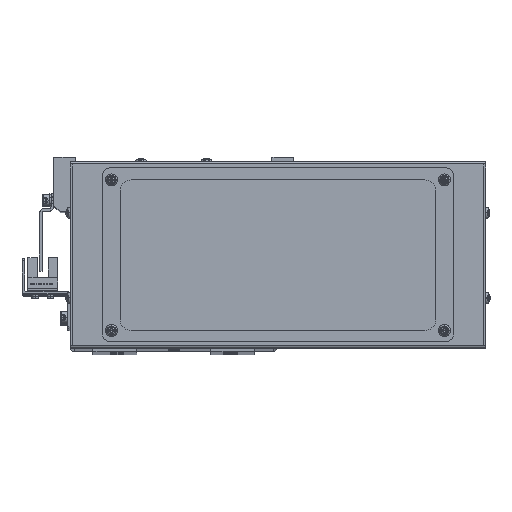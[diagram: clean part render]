
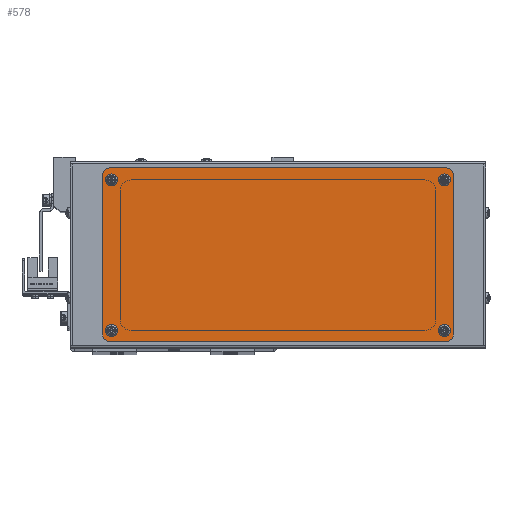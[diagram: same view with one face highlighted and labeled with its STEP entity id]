
A CAD part, top view. The second image highlights one B-rep face of the part: STEP entity #578.
In plain terms, the highlighted face is planar.
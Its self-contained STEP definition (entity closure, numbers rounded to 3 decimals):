
#488 = CARTESIAN_POINT ( 'NONE',  ( 77.25, -39.75, 0. ) ) ;
#578 = ADVANCED_FACE ( 'NONE', ( #17482, #59720, #4512, #45024, #30391 ), #25754, .F. ) ;
#1249 = DIRECTION ( 'NONE',  ( -1., 0., 0. ) ) ;
#3552 = CARTESIAN_POINT ( 'NONE',  ( -77.25, 36.75, 0. ) ) ;
#3956 = ORIENTED_EDGE ( 'NONE', *, *, #49763, .T. ) ;
#4185 = EDGE_CURVE ( 'NONE', #13309, #41799, #54048, .T. ) ;
#4226 = CIRCLE ( 'NONE', #47980, 1.7 ) ;
#4420 = AXIS2_PLACEMENT_3D ( 'NONE', #3552, #31273, #69859 ) ;
#4489 = EDGE_LOOP ( 'NONE', ( #67856, #18997, #25466, #50239, #46073, #13253, #21674, #47025 ) ) ;
#4512 = FACE_OUTER_BOUND ( 'NONE', #4489, .T. ) ;
#5170 = AXIS2_PLACEMENT_3D ( 'NONE', #28808, #67355, #34326 ) ;
#5816 = VERTEX_POINT ( 'NONE', #70131 ) ;
#5854 = VERTEX_POINT ( 'NONE', #9644 ) ;
#5917 = DIRECTION ( 'NONE',  ( 0., 0., 1. ) ) ;
#7138 = CARTESIAN_POINT ( 'NONE',  ( -76.25, 34.25, 0. ) ) ;
#8636 = EDGE_CURVE ( 'NONE', #52056, #50986, #22680, .T. ) ;
#9378 = VERTEX_POINT ( 'NONE', #35966 ) ;
#9450 = CARTESIAN_POINT ( 'NONE',  ( -80.25, -36.75, 0. ) ) ;
#9565 = VECTOR ( 'NONE', #37388, 1000. ) ;
#9644 = CARTESIAN_POINT ( 'NONE',  ( 80.25, -36.75, 0. ) ) ;
#9975 = CIRCLE ( 'NONE', #62438, 1.7 ) ;
#10055 = VECTOR ( 'NONE', #45201, 1000. ) ;
#10093 = VERTEX_POINT ( 'NONE', #36594 ) ;
#11187 = EDGE_CURVE ( 'NONE', #10093, #13309, #55959, .T. ) ;
#12701 = DIRECTION ( 'NONE',  ( 1., 0., 0. ) ) ;
#13247 = EDGE_CURVE ( 'NONE', #39222, #22016, #28087, .T. ) ;
#13253 = ORIENTED_EDGE ( 'NONE', *, *, #47336, .F. ) ;
#13309 = VERTEX_POINT ( 'NONE', #34392 ) ;
#13366 = DIRECTION ( 'NONE',  ( 0., 0., 1. ) ) ;
#13601 = CIRCLE ( 'NONE', #57459, 3. ) ;
#13843 = CIRCLE ( 'NONE', #5170, 1.7 ) ;
#13892 = VECTOR ( 'NONE', #29791, 1000. ) ;
#14386 = CARTESIAN_POINT ( 'NONE',  ( 74.55, -34.75, 0. ) ) ;
#15657 = AXIS2_PLACEMENT_3D ( 'NONE', #25053, #63603, #30571 ) ;
#15974 = EDGE_CURVE ( 'NONE', #5854, #9378, #68198, .T. ) ;
#16825 = ORIENTED_EDGE ( 'NONE', *, *, #36846, .T. ) ;
#17215 = EDGE_LOOP ( 'NONE', ( #3956, #60331 ) ) ;
#17482 = FACE_BOUND ( 'NONE', #65890, .T. ) ;
#18997 = ORIENTED_EDGE ( 'NONE', *, *, #69591, .F. ) ;
#19456 = EDGE_CURVE ( 'NONE', #42027, #29609, #4226, .T. ) ;
#20177 = DIRECTION ( 'NONE',  ( 0., 0., 1. ) ) ;
#21674 = ORIENTED_EDGE ( 'NONE', *, *, #24820, .F. ) ;
#22016 = VERTEX_POINT ( 'NONE', #66210 ) ;
#22314 = EDGE_CURVE ( 'NONE', #29609, #42027, #9975, .T. ) ;
#22680 = CIRCLE ( 'NONE', #70026, 1.7 ) ;
#22743 = VECTOR ( 'NONE', #1249, 1000. ) ;
#23238 = CARTESIAN_POINT ( 'NONE',  ( -77.25, 39.75, 0. ) ) ;
#24009 = CARTESIAN_POINT ( 'NONE',  ( -74.55, 34.25, 0. ) ) ;
#24181 = CIRCLE ( 'NONE', #57455, 3. ) ;
#24279 = CARTESIAN_POINT ( 'NONE',  ( 77.25, -39.75, 0. ) ) ;
#24432 = CARTESIAN_POINT ( 'NONE',  ( -77.25, -36.75, 0. ) ) ;
#24820 = EDGE_CURVE ( 'NONE', #41799, #5816, #24181, .T. ) ;
#25053 = CARTESIAN_POINT ( 'NONE',  ( 76.25, 34.25, 0. ) ) ;
#25129 = CIRCLE ( 'NONE', #67488, 1.7 ) ;
#25466 = ORIENTED_EDGE ( 'NONE', *, *, #25506, .F. ) ;
#25506 = EDGE_CURVE ( 'NONE', #9378, #62161, #55175, .T. ) ;
#25754 = PLANE ( 'NONE',  #4420 ) ;
#26357 = ORIENTED_EDGE ( 'NONE', *, *, #67251, .T. ) ;
#26572 = CARTESIAN_POINT ( 'NONE',  ( 80.25, 36.75, 0. ) ) ;
#27135 = VERTEX_POINT ( 'NONE', #488 ) ;
#28087 = CIRCLE ( 'NONE', #68460, 1.7 ) ;
#28808 = CARTESIAN_POINT ( 'NONE',  ( 76.25, -34.75, 0. ) ) ;
#29101 = EDGE_LOOP ( 'NONE', ( #39142, #26357 ) ) ;
#29609 = VERTEX_POINT ( 'NONE', #55754 ) ;
#29648 = CARTESIAN_POINT ( 'NONE',  ( -76.25, -34.75, 0. ) ) ;
#29791 = DIRECTION ( 'NONE',  ( 1., 0., 0. ) ) ;
#29940 = DIRECTION ( 'NONE',  ( 1., 0., 0. ) ) ;
#30368 = CARTESIAN_POINT ( 'NONE',  ( 76.25, 34.25, 0. ) ) ;
#30391 = FACE_BOUND ( 'NONE', #35663, .T. ) ;
#30496 = CARTESIAN_POINT ( 'NONE',  ( -76.25, 34.25, 0. ) ) ;
#30502 = CARTESIAN_POINT ( 'NONE',  ( 76.25, -34.75, 0. ) ) ;
#30571 = DIRECTION ( 'NONE',  ( 1., 0., 0. ) ) ;
#31048 = DIRECTION ( 'NONE',  ( 0., 0., 1. ) ) ;
#31182 = AXIS2_PLACEMENT_3D ( 'NONE', #64088, #31048, #69625 ) ;
#31273 = DIRECTION ( 'NONE',  ( 0., 0., 1. ) ) ;
#32757 = AXIS2_PLACEMENT_3D ( 'NONE', #38937, #5917, #44478 ) ;
#33906 = VERTEX_POINT ( 'NONE', #48468 ) ;
#34137 = CARTESIAN_POINT ( 'NONE',  ( -80.25, -36.75, 0. ) ) ;
#34326 = DIRECTION ( 'NONE',  ( 1., 0., 0. ) ) ;
#34392 = CARTESIAN_POINT ( 'NONE',  ( -80.25, 36.75, 0. ) ) ;
#35213 = DIRECTION ( 'NONE',  ( 1., 0., 0. ) ) ;
#35663 = EDGE_LOOP ( 'NONE', ( #49578, #16825 ) ) ;
#35872 = CARTESIAN_POINT ( 'NONE',  ( 77.95, 34.25, 0. ) ) ;
#35899 = DIRECTION ( 'NONE',  ( 1., 0., 0. ) ) ;
#35966 = CARTESIAN_POINT ( 'NONE',  ( 80.25, 36.75, 0. ) ) ;
#36044 = DIRECTION ( 'NONE',  ( 1., 0., 0. ) ) ;
#36047 = DIRECTION ( 'NONE',  ( 1., 0., 0. ) ) ;
#36594 = CARTESIAN_POINT ( 'NONE',  ( -77.25, 39.75, 0. ) ) ;
#36846 = EDGE_CURVE ( 'NONE', #22016, #39222, #13843, .T. ) ;
#37348 = LINE ( 'NONE', #23238, #22743 ) ;
#37388 = DIRECTION ( 'NONE',  ( 0., 1., 0. ) ) ;
#38937 = CARTESIAN_POINT ( 'NONE',  ( -77.25, 36.75, 0. ) ) ;
#39142 = ORIENTED_EDGE ( 'NONE', *, *, #53521, .T. ) ;
#39222 = VERTEX_POINT ( 'NONE', #14386 ) ;
#40062 = ORIENTED_EDGE ( 'NONE', *, *, #19456, .T. ) ;
#41799 = VERTEX_POINT ( 'NONE', #9450 ) ;
#42027 = VERTEX_POINT ( 'NONE', #51078 ) ;
#43197 = LINE ( 'NONE', #24279, #13892 ) ;
#44478 = DIRECTION ( 'NONE',  ( 1., 0., 0. ) ) ;
#45024 = FACE_BOUND ( 'NONE', #29101, .T. ) ;
#45201 = DIRECTION ( 'NONE',  ( 0., -1., 0. ) ) ;
#45689 = DIRECTION ( 'NONE',  ( 0., 0., 1. ) ) ;
#46073 = ORIENTED_EDGE ( 'NONE', *, *, #63247, .F. ) ;
#46345 = CARTESIAN_POINT ( 'NONE',  ( 77.25, -36.75, 0. ) ) ;
#47025 = ORIENTED_EDGE ( 'NONE', *, *, #4185, .F. ) ;
#47336 = EDGE_CURVE ( 'NONE', #5816, #27135, #43197, .T. ) ;
#47891 = ORIENTED_EDGE ( 'NONE', *, *, #22314, .T. ) ;
#47980 = AXIS2_PLACEMENT_3D ( 'NONE', #29648, #68219, #35213 ) ;
#48468 = CARTESIAN_POINT ( 'NONE',  ( 74.55, 34.25, 0. ) ) ;
#49578 = ORIENTED_EDGE ( 'NONE', *, *, #13247, .T. ) ;
#49763 = EDGE_CURVE ( 'NONE', #50986, #52056, #53263, .T. ) ;
#50239 = ORIENTED_EDGE ( 'NONE', *, *, #15974, .F. ) ;
#50986 = VERTEX_POINT ( 'NONE', #53522 ) ;
#51078 = CARTESIAN_POINT ( 'NONE',  ( -77.95, -34.75, 0. ) ) ;
#51943 = DIRECTION ( 'NONE',  ( 1., 0., 0. ) ) ;
#52056 = VERTEX_POINT ( 'NONE', #24009 ) ;
#53165 = CARTESIAN_POINT ( 'NONE',  ( -76.25, -34.75, 0. ) ) ;
#53263 = CIRCLE ( 'NONE', #53455, 1.7 ) ;
#53455 = AXIS2_PLACEMENT_3D ( 'NONE', #30496, #69073, #36044 ) ;
#53521 = EDGE_CURVE ( 'NONE', #33906, #55823, #25129, .T. ) ;
#53522 = CARTESIAN_POINT ( 'NONE',  ( -77.95, 34.25, 0. ) ) ;
#54048 = LINE ( 'NONE', #34137, #10055 ) ;
#55175 = CIRCLE ( 'NONE', #31182, 3. ) ;
#55754 = CARTESIAN_POINT ( 'NONE',  ( -74.55, -34.75, 0. ) ) ;
#55823 = VERTEX_POINT ( 'NONE', #35872 ) ;
#55959 = CIRCLE ( 'NONE', #32757, 3. ) ;
#57455 = AXIS2_PLACEMENT_3D ( 'NONE', #24432, #62969, #29940 ) ;
#57459 = AXIS2_PLACEMENT_3D ( 'NONE', #46345, #13366, #51943 ) ;
#58715 = DIRECTION ( 'NONE',  ( 1., 0., 0. ) ) ;
#59720 = FACE_BOUND ( 'NONE', #17215, .T. ) ;
#60331 = ORIENTED_EDGE ( 'NONE', *, *, #8636, .T. ) ;
#62161 = VERTEX_POINT ( 'NONE', #63137 ) ;
#62438 = AXIS2_PLACEMENT_3D ( 'NONE', #53165, #20177, #58715 ) ;
#62969 = DIRECTION ( 'NONE',  ( 0., 0., 1. ) ) ;
#63137 = CARTESIAN_POINT ( 'NONE',  ( 77.25, 39.75, 0. ) ) ;
#63247 = EDGE_CURVE ( 'NONE', #27135, #5854, #13601, .T. ) ;
#63603 = DIRECTION ( 'NONE',  ( 0., 0., 1. ) ) ;
#64088 = CARTESIAN_POINT ( 'NONE',  ( 77.25, 36.75, 0. ) ) ;
#65890 = EDGE_LOOP ( 'NONE', ( #40062, #47891 ) ) ;
#66210 = CARTESIAN_POINT ( 'NONE',  ( 77.95, -34.75, 0. ) ) ;
#67251 = EDGE_CURVE ( 'NONE', #55823, #33906, #67501, .T. ) ;
#67355 = DIRECTION ( 'NONE',  ( 0., 0., 1. ) ) ;
#67488 = AXIS2_PLACEMENT_3D ( 'NONE', #30368, #68931, #35899 ) ;
#67501 = CIRCLE ( 'NONE', #15657, 1.7 ) ;
#67856 = ORIENTED_EDGE ( 'NONE', *, *, #11187, .F. ) ;
#68198 = LINE ( 'NONE', #26572, #9565 ) ;
#68219 = DIRECTION ( 'NONE',  ( 0., 0., 1. ) ) ;
#68460 = AXIS2_PLACEMENT_3D ( 'NONE', #30502, #69080, #36047 ) ;
#68931 = DIRECTION ( 'NONE',  ( 0., 0., 1. ) ) ;
#69073 = DIRECTION ( 'NONE',  ( 0., 0., 1. ) ) ;
#69080 = DIRECTION ( 'NONE',  ( 0., 0., 1. ) ) ;
#69591 = EDGE_CURVE ( 'NONE', #62161, #10093, #37348, .T. ) ;
#69625 = DIRECTION ( 'NONE',  ( 1., 0., 0. ) ) ;
#69859 = DIRECTION ( 'NONE',  ( 1., 0., 0. ) ) ;
#70026 = AXIS2_PLACEMENT_3D ( 'NONE', #7138, #45689, #12701 ) ;
#70131 = CARTESIAN_POINT ( 'NONE',  ( -77.25, -39.75, 0. ) ) ;
